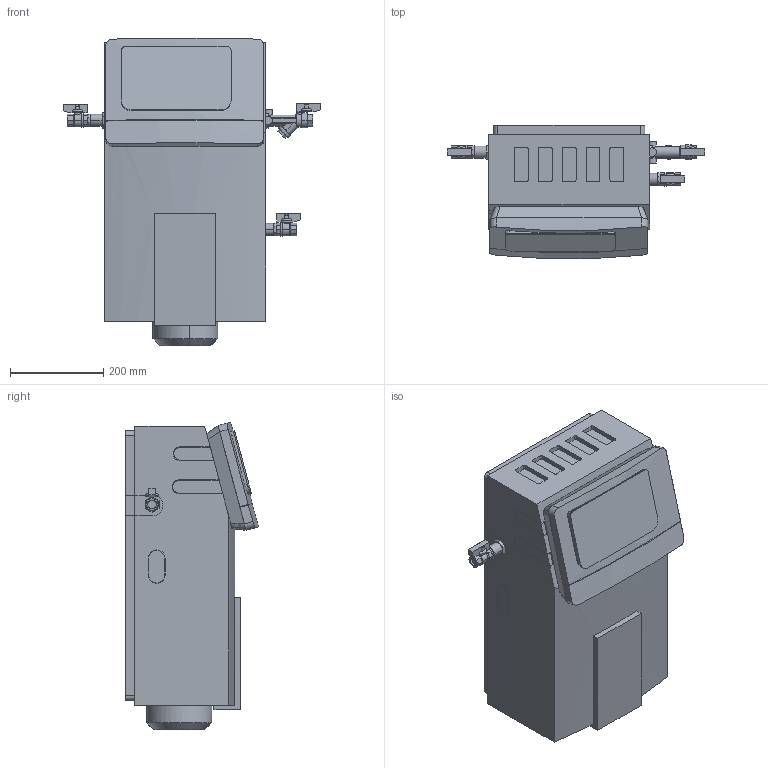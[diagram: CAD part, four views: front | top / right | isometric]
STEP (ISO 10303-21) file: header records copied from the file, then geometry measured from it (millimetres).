
FILE_DESCRIPTION((''),'2;1');
FILE_NAME('3d_Reflex''Servitec25''70°C_gl-8828900.stp','2013-12-20T10:35:05',(''),(''),'Mechanical Desktop 2011','Mechanical Desktop 2011',', , ');
FILE_SCHEMA(('CONFIG_CONTROL_DESIGN'));
Length unit declared in the file: millimetre
Products named in the file (1): Product
Bounding box: 554.32 x 285.71 x 661.12 mm (x, y, z)
Volume: 57886796.5 mm3; surface area: 1888224.4 mm2
Topology: 41 solids, 41 shells, 1956 faces, 4913 edges, 3182 vertices
Faces by surface type: plane 971, cylinder 448, bspline 394, cone 80, torus 47, sphere 16
Entity records: 62519 total; most frequent: CARTESIAN_POINT 16372, ORIENTED_EDGE 9812, DIRECTION 8985, EDGE_CURVE 4906, VECTOR 3331, LINE 3331, VERTEX_POINT 3182, AXIS2_PLACEMENT_3D 2827
